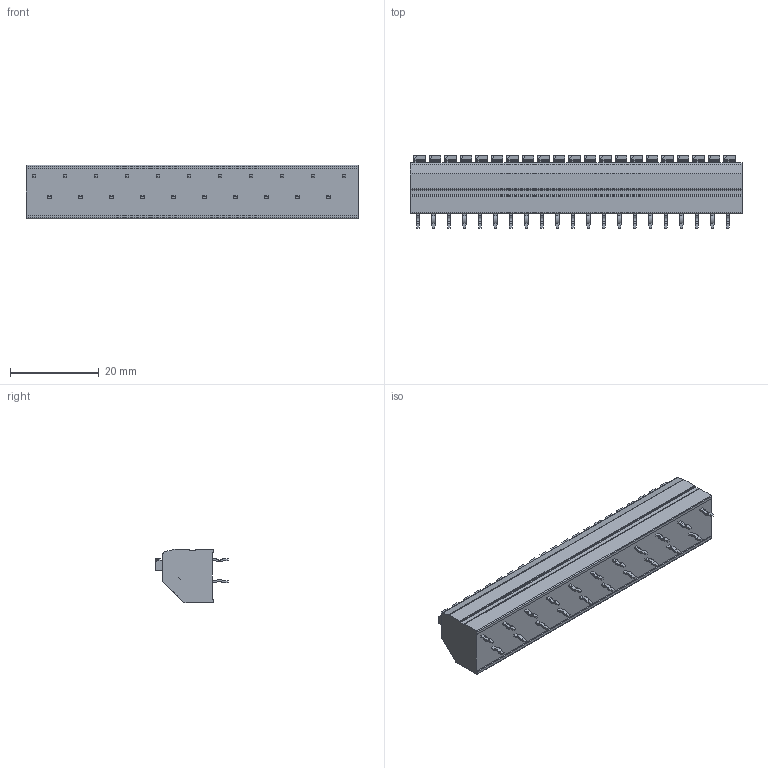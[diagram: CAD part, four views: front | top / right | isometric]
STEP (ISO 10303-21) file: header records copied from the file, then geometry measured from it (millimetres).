
FILE_DESCRIPTION((''),'2;1');
FILE_NAME('TLM-002C-XXP','2024-11-02T14:42:18',('tluser'),(''),'CREO PARAMETRIC BY PTC INC, 2018100','CREO PARAMETRIC BY PTC INC, 2018100','');
FILE_SCHEMA(('AUTOMOTIVE_DESIGN { 1 0 10303 214 1 1 1 1 }'));
Length unit declared in the file: millimetre
Products named in the file (1): TLM-002C-XXP
Bounding box: 75 x 16.4 x 12 mm (x, y, z)
Volume: 8831.6 mm3; surface area: 4770 mm2
Topology: 1 solids, 1 shells, 971 faces, 2613 edges, 1686 vertices
Faces by surface type: plane 667, cylinder 220, cone 84
Entity records: 30544 total; most frequent: CARTESIAN_POINT 6168, ORIENTED_EDGE 5226, DIRECTION 4819, EDGE_CURVE 2613, VECTOR 1900, LINE 1900, VERTEX_POINT 1686, AXIS2_PLACEMENT_3D 1458
